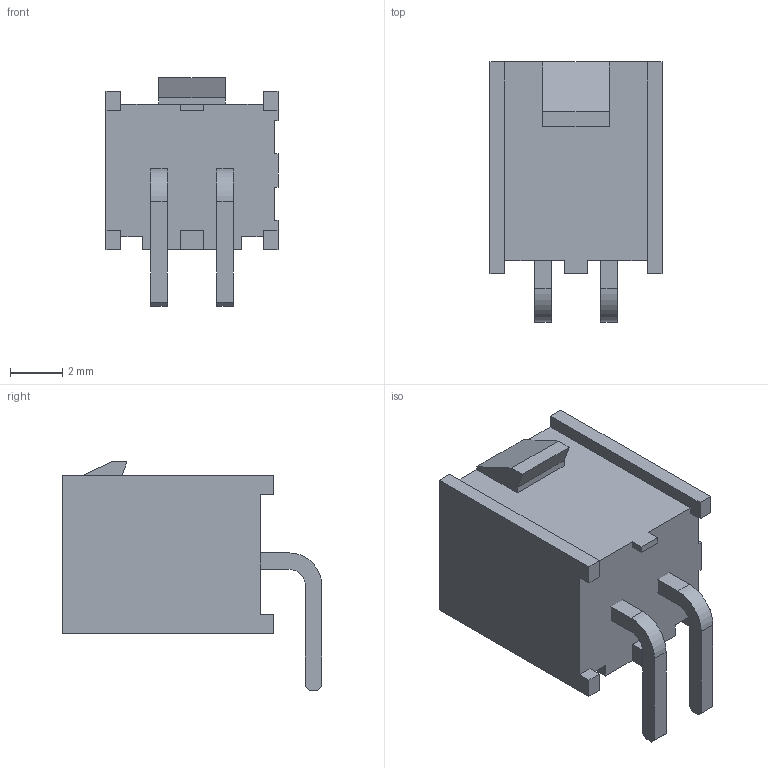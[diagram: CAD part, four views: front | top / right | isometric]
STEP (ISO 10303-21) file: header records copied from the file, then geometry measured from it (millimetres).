
FILE_DESCRIPTION( ( 'STEP AP214' ), '1' );
FILE_NAME( 'IPL1-102-01-L-S-RA-K.stp', '2022-03-08T04:02:14', ( 'License CC BY-ND 4.0' ), ( 'CADENAS' ), ' ', 'PARTsolutions', ' ' );
FILE_SCHEMA( ( 'AUTOMOTIVE_DESIGN { 1 0 10303 214 1 1 1 1 }' ) );
Length unit declared in the file: inch
Products named in the file (3): IPL1-102-01-L-S-RA-K; _IPL1-102-01-S-RA-K_HDR; _T-1S64-01-02-S-RA
Assembly tree (2 placements, depth 2):
  IPL1-102-01-L-S-RA-K
    _IPL1-102-01-S-RA-K_HDR
    _T-1S64-01-02-S-RA
Bounding box: 6.6 x 9.97 x 8.76 mm (x, y, z)
Volume: 217.6 mm3; surface area: 493.3 mm2
Topology: 2 solids, 2 shells, 91 faces, 258 edges, 172 vertices
Faces by surface type: plane 87, cylinder 4
Entity records: 3682 total; most frequent: CARTESIAN_POINT 524, ORIENTED_EDGE 516, DIRECTION 454, EDGE_CURVE 258, LINE 250, VECTOR 250, VERTEX_POINT 172, AXIS2_PLACEMENT_3D 102
